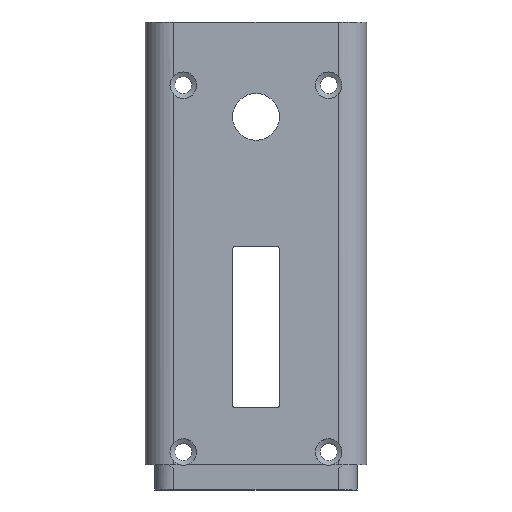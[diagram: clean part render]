
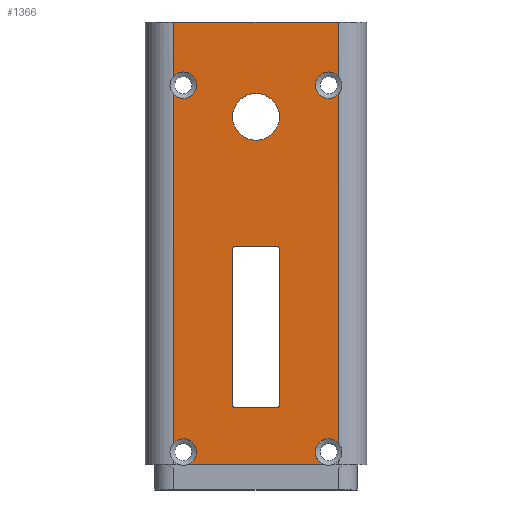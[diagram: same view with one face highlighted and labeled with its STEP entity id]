
A CAD part, top view. The second image highlights one B-rep face of the part: STEP entity #1366.
In plain terms, the highlighted planar face has unit normal (0, 0, 1).
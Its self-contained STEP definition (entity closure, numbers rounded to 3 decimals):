
#15=FACE_BOUND('',#160,.T.);
#16=FACE_BOUND('',#161,.T.);
#29=PLANE('',#1486);
#85=FACE_OUTER_BOUND('',#159,.T.);
#159=EDGE_LOOP('',(#992,#993,#994,#995,#996,#997,#998,#999,#1000,#1001,
#1002,#1003));
#160=EDGE_LOOP('',(#1004,#1005,#1006,#1007,#1008,#1009,#1010,#1011));
#161=EDGE_LOOP('',(#1012));
#248=CIRCLE('',#1453,2.1);
#250=CIRCLE('',#1455,2.1);
#256=CIRCLE('',#1464,2.1);
#260=CIRCLE('',#1470,2.1);
#261=CIRCLE('',#1471,2.1);
#262=CIRCLE('',#1473,2.1);
#270=CIRCLE('',#1487,0.5);
#271=CIRCLE('',#1488,0.5);
#272=CIRCLE('',#1489,0.5);
#273=CIRCLE('',#1490,0.5);
#274=CIRCLE('',#1491,3.7);
#324=LINE('',#2114,#457);
#328=LINE('',#2126,#461);
#329=LINE('',#2128,#462);
#332=LINE('',#2134,#465);
#333=LINE('',#2136,#466);
#334=LINE('',#2137,#467);
#335=LINE('',#2142,#468);
#336=LINE('',#2146,#469);
#337=LINE('',#2150,#470);
#338=LINE('',#2153,#471);
#457=VECTOR('',#1664,10.);
#461=VECTOR('',#1676,10.);
#462=VECTOR('',#1677,10.);
#465=VECTOR('',#1684,10.);
#466=VECTOR('',#1685,10.);
#467=VECTOR('',#1686,10.);
#468=VECTOR('',#1689,10.);
#469=VECTOR('',#1692,10.);
#470=VECTOR('',#1695,10.);
#471=VECTOR('',#1698,10.);
#575=VERTEX_POINT('',#1992);
#576=VERTEX_POINT('',#2004);
#578=VERTEX_POINT('',#2009);
#586=VERTEX_POINT('',#2030);
#587=VERTEX_POINT('',#2032);
#592=VERTEX_POINT('',#2057);
#593=VERTEX_POINT('',#2058);
#594=VERTEX_POINT('',#2070);
#595=VERTEX_POINT('',#2075);
#597=VERTEX_POINT('',#2083);
#610=VERTEX_POINT('',#2127);
#612=VERTEX_POINT('',#2135);
#613=VERTEX_POINT('',#2138);
#614=VERTEX_POINT('',#2139);
#615=VERTEX_POINT('',#2141);
#616=VERTEX_POINT('',#2143);
#617=VERTEX_POINT('',#2145);
#618=VERTEX_POINT('',#2147);
#619=VERTEX_POINT('',#2149);
#620=VERTEX_POINT('',#2151);
#621=VERTEX_POINT('',#2154);
#709=EDGE_CURVE('',#576,#575,#248,.T.);
#712=EDGE_CURVE('',#578,#576,#250,.T.);
#723=EDGE_CURVE('',#587,#586,#256,.T.);
#732=EDGE_CURVE('',#594,#592,#260,.T.);
#734=EDGE_CURVE('',#593,#594,#261,.T.);
#736=EDGE_CURVE('',#597,#595,#262,.T.);
#750=EDGE_CURVE('',#586,#578,#324,.T.);
#756=EDGE_CURVE('',#587,#595,#328,.T.);
#757=EDGE_CURVE('',#597,#610,#329,.T.);
#761=EDGE_CURVE('',#575,#593,#332,.T.);
#762=EDGE_CURVE('',#592,#612,#333,.T.);
#763=EDGE_CURVE('',#610,#612,#334,.T.);
#764=EDGE_CURVE('',#613,#614,#270,.T.);
#765=EDGE_CURVE('',#614,#615,#335,.T.);
#766=EDGE_CURVE('',#615,#616,#271,.T.);
#767=EDGE_CURVE('',#616,#617,#336,.T.);
#768=EDGE_CURVE('',#617,#618,#272,.T.);
#769=EDGE_CURVE('',#618,#619,#337,.T.);
#770=EDGE_CURVE('',#619,#620,#273,.T.);
#771=EDGE_CURVE('',#620,#613,#338,.T.);
#772=EDGE_CURVE('',#621,#621,#274,.T.);
#992=ORIENTED_EDGE('',*,*,#712,.T.);
#993=ORIENTED_EDGE('',*,*,#709,.T.);
#994=ORIENTED_EDGE('',*,*,#761,.T.);
#995=ORIENTED_EDGE('',*,*,#734,.T.);
#996=ORIENTED_EDGE('',*,*,#732,.T.);
#997=ORIENTED_EDGE('',*,*,#762,.T.);
#998=ORIENTED_EDGE('',*,*,#763,.F.);
#999=ORIENTED_EDGE('',*,*,#757,.F.);
#1000=ORIENTED_EDGE('',*,*,#736,.T.);
#1001=ORIENTED_EDGE('',*,*,#756,.F.);
#1002=ORIENTED_EDGE('',*,*,#723,.T.);
#1003=ORIENTED_EDGE('',*,*,#750,.T.);
#1004=ORIENTED_EDGE('',*,*,#764,.T.);
#1005=ORIENTED_EDGE('',*,*,#765,.T.);
#1006=ORIENTED_EDGE('',*,*,#766,.T.);
#1007=ORIENTED_EDGE('',*,*,#767,.T.);
#1008=ORIENTED_EDGE('',*,*,#768,.T.);
#1009=ORIENTED_EDGE('',*,*,#769,.T.);
#1010=ORIENTED_EDGE('',*,*,#770,.T.);
#1011=ORIENTED_EDGE('',*,*,#771,.T.);
#1012=ORIENTED_EDGE('',*,*,#772,.T.);
#1366=ADVANCED_FACE('',(#85,#15,#16),#29,.T.);
#1453=AXIS2_PLACEMENT_3D('',#2005,#1591,#1592);
#1455=AXIS2_PLACEMENT_3D('',#2010,#1596,#1597);
#1464=AXIS2_PLACEMENT_3D('',#2033,#1619,#1620);
#1470=AXIS2_PLACEMENT_3D('',#2071,#1633,#1634);
#1471=AXIS2_PLACEMENT_3D('',#2073,#1636,#1637);
#1473=AXIS2_PLACEMENT_3D('',#2084,#1640,#1641);
#1486=AXIS2_PLACEMENT_3D('',#2133,#1682,#1683);
#1487=AXIS2_PLACEMENT_3D('',#2140,#1687,#1688);
#1488=AXIS2_PLACEMENT_3D('',#2144,#1690,#1691);
#1489=AXIS2_PLACEMENT_3D('',#2148,#1693,#1694);
#1490=AXIS2_PLACEMENT_3D('',#2152,#1696,#1697);
#1491=AXIS2_PLACEMENT_3D('',#2155,#1699,#1700);
#1591=DIRECTION('center_axis',(0.,0.,-1.));
#1592=DIRECTION('ref_axis',(1.,0.,0.));
#1596=DIRECTION('center_axis',(0.,0.,-1.));
#1597=DIRECTION('ref_axis',(1.,0.,0.));
#1619=DIRECTION('center_axis',(0.,0.,-1.));
#1620=DIRECTION('ref_axis',(1.,0.,0.));
#1633=DIRECTION('center_axis',(0.,0.,-1.));
#1634=DIRECTION('ref_axis',(1.,0.,0.));
#1636=DIRECTION('center_axis',(0.,0.,-1.));
#1637=DIRECTION('ref_axis',(1.,0.,0.));
#1640=DIRECTION('center_axis',(0.,0.,-1.));
#1641=DIRECTION('ref_axis',(1.,0.,0.));
#1664=DIRECTION('',(1.,0.,0.));
#1676=DIRECTION('',(0.,1.,0.));
#1677=DIRECTION('',(0.,1.,0.));
#1682=DIRECTION('center_axis',(0.,0.,1.));
#1683=DIRECTION('ref_axis',(1.,0.,0.));
#1684=DIRECTION('',(0.,1.,0.));
#1685=DIRECTION('',(0.,1.,0.));
#1686=DIRECTION('',(1.,0.,0.));
#1687=DIRECTION('center_axis',(0.,0.,-1.));
#1688=DIRECTION('ref_axis',(0.,-1.,0.));
#1689=DIRECTION('',(0.,1.,0.));
#1690=DIRECTION('center_axis',(0.,0.,-1.));
#1691=DIRECTION('ref_axis',(-1.,0.,0.));
#1692=DIRECTION('',(1.,0.,0.));
#1693=DIRECTION('center_axis',(0.,0.,-1.));
#1694=DIRECTION('ref_axis',(0.,1.,0.));
#1695=DIRECTION('',(0.,-1.,0.));
#1696=DIRECTION('center_axis',(0.,0.,-1.));
#1697=DIRECTION('ref_axis',(1.,0.,0.));
#1698=DIRECTION('',(-1.,0.,0.));
#1699=DIRECTION('center_axis',(0.,0.,-1.));
#1700=DIRECTION('ref_axis',(-1.,0.,0.));
#1992=CARTESIAN_POINT('',(13.,3.47,17.5));
#2004=CARTESIAN_POINT('',(9.4,2.,17.5));
#2005=CARTESIAN_POINT('Origin',(11.5,2.,17.5));
#2009=CARTESIAN_POINT('',(10.86,0.,17.5));
#2010=CARTESIAN_POINT('Origin',(11.5,2.,17.5));
#2030=CARTESIAN_POINT('',(-10.86,0.,17.5));
#2032=CARTESIAN_POINT('',(-13.,3.47,17.5));
#2033=CARTESIAN_POINT('Origin',(-11.5,2.,17.5));
#2057=CARTESIAN_POINT('',(13.,61.47,17.5));
#2058=CARTESIAN_POINT('',(13.,58.53,17.5));
#2070=CARTESIAN_POINT('',(9.4,60.,17.5));
#2071=CARTESIAN_POINT('Origin',(11.5,60.,17.5));
#2073=CARTESIAN_POINT('Origin',(11.5,60.,17.5));
#2075=CARTESIAN_POINT('',(-13.,58.53,17.5));
#2083=CARTESIAN_POINT('',(-13.,61.47,17.5));
#2084=CARTESIAN_POINT('Origin',(-11.5,60.,17.5));
#2114=CARTESIAN_POINT('',(-13.,0.,17.5));
#2126=CARTESIAN_POINT('',(-13.,0.,17.5));
#2127=CARTESIAN_POINT('',(-13.,70.,17.5));
#2128=CARTESIAN_POINT('',(-13.,0.,17.5));
#2133=CARTESIAN_POINT('Origin',(-13.,0.,17.5));
#2134=CARTESIAN_POINT('',(13.,0.,17.5));
#2135=CARTESIAN_POINT('',(13.,70.,17.5));
#2136=CARTESIAN_POINT('',(13.,0.,17.5));
#2137=CARTESIAN_POINT('',(-13.,70.,17.5));
#2138=CARTESIAN_POINT('',(-3.25,9.,17.5));
#2139=CARTESIAN_POINT('',(-3.75,9.5,17.5));
#2140=CARTESIAN_POINT('Origin',(-3.25,9.5,17.5));
#2141=CARTESIAN_POINT('',(-3.75,34.,17.5));
#2142=CARTESIAN_POINT('',(-3.75,17.,17.5));
#2143=CARTESIAN_POINT('',(-3.25,34.5,17.5));
#2144=CARTESIAN_POINT('Origin',(-3.25,34.,17.5));
#2145=CARTESIAN_POINT('',(3.25,34.5,17.5));
#2146=CARTESIAN_POINT('',(-4.875,34.5,17.5));
#2147=CARTESIAN_POINT('',(3.75,34.,17.5));
#2148=CARTESIAN_POINT('Origin',(3.25,34.,17.5));
#2149=CARTESIAN_POINT('',(3.75,9.5,17.5));
#2150=CARTESIAN_POINT('',(3.75,4.75,17.5));
#2151=CARTESIAN_POINT('',(3.25,9.,17.5));
#2152=CARTESIAN_POINT('Origin',(3.25,9.5,17.5));
#2153=CARTESIAN_POINT('',(-8.125,9.,17.5));
#2154=CARTESIAN_POINT('',(3.7,55.,17.5));
#2155=CARTESIAN_POINT('Origin',(0.,55.,17.5));
